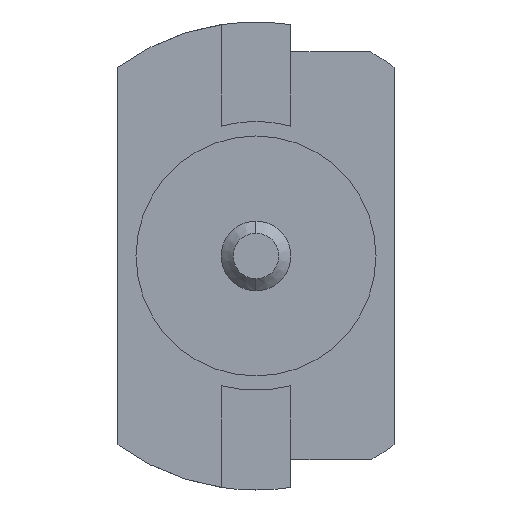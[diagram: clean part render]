
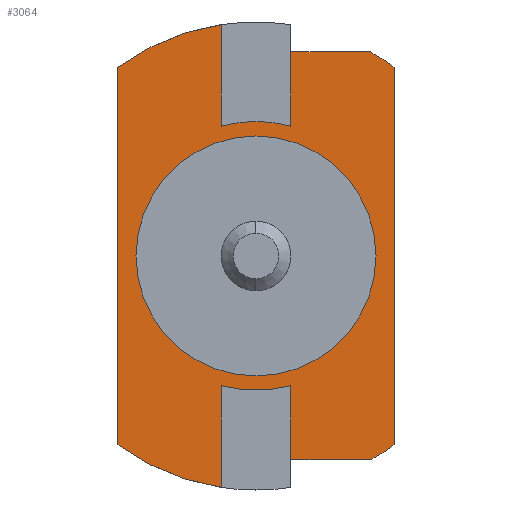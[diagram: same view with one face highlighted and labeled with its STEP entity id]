
A CAD part, left-side view. The second image highlights one B-rep face of the part: STEP entity #3064.
In plain terms, the highlighted planar face has unit normal (-1, 0, 0).
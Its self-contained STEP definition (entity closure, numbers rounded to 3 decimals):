
#17 = DIRECTION ( 'NONE',  ( -1., 0., 0. ) ) ;
#61 = AXIS2_PLACEMENT_3D ( 'NONE', #2103, #1137, #3068 ) ;
#102 = VECTOR ( 'NONE', #1063, 1000. ) ;
#107 = DIRECTION ( 'NONE',  ( 0., 0., 1. ) ) ;
#111 = AXIS2_PLACEMENT_3D ( 'NONE', #2946, #17, #1469 ) ;
#201 = DIRECTION ( 'NONE',  ( 0., 0., 1. ) ) ;
#220 = ORIENTED_EDGE ( 'NONE', *, *, #1716, .T. ) ;
#227 = VECTOR ( 'NONE', #952, 1000. ) ;
#252 = VERTEX_POINT ( 'NONE', #1173 ) ;
#258 = DIRECTION ( 'NONE',  ( 1., 0., 0. ) ) ;
#269 = DIRECTION ( 'NONE',  ( 1., 0., 0. ) ) ;
#272 = FACE_BOUND ( 'NONE', #3037, .T. ) ;
#302 = ORIENTED_EDGE ( 'NONE', *, *, #1771, .T. ) ;
#333 = CARTESIAN_POINT ( 'NONE',  ( 3., -0.86, -0.228 ) ) ;
#351 = VERTEX_POINT ( 'NONE', #1287 ) ;
#357 = EDGE_CURVE ( 'NONE', #1083, #1130, #745, .T. ) ;
#360 = DIRECTION ( 'NONE',  ( 0., 0., 1. ) ) ;
#404 = CIRCLE ( 'NONE', #2650, 1.95 ) ;
#408 = DIRECTION ( 'NONE',  ( -1., 0., 0. ) ) ;
#414 = CIRCLE ( 'NONE', #1968, 1.95 ) ;
#427 = LINE ( 'NONE', #333, #2408 ) ;
#439 = VERTEX_POINT ( 'NONE', #576 ) ;
#448 = DIRECTION ( 'NONE',  ( -1., 0., 0. ) ) ;
#461 = EDGE_CURVE ( 'NONE', #1628, #351, #1475, .T. ) ;
#466 = EDGE_CURVE ( 'NONE', #526, #1083, #2673, .T. ) ;
#467 = VERTEX_POINT ( 'NONE', #3047 ) ;
#487 = CIRCLE ( 'NONE', #733, 1.12 ) ;
#518 = DIRECTION ( 'NONE',  ( 0., 0., -1. ) ) ;
#526 = VERTEX_POINT ( 'NONE', #639 ) ;
#551 = VECTOR ( 'NONE', #2258, 1000. ) ;
#576 = CARTESIAN_POINT ( 'NONE',  ( 3., 0.29, -0.808 ) ) ;
#579 = ORIENTED_EDGE ( 'NONE', *, *, #1121, .T. ) ;
#592 = CIRCLE ( 'NONE', #1687, 1.95 ) ;
#639 = CARTESIAN_POINT ( 'NONE',  ( 3., 0.58, -3.01 ) ) ;
#649 = EDGE_CURVE ( 'NONE', #1669, #1801, #404, .T. ) ;
#664 = CARTESIAN_POINT ( 'NONE',  ( 3., 0.29, -1.928 ) ) ;
#674 = DIRECTION ( 'NONE',  ( 0., 0., -1. ) ) ;
#697 = DIRECTION ( 'NONE',  ( 0., 0., 1. ) ) ;
#733 = AXIS2_PLACEMENT_3D ( 'NONE', #664, #408, #201 ) ;
#744 = VECTOR ( 'NONE', #3136, 1000. ) ;
#745 = LINE ( 'NONE', #2916, #988 ) ;
#747 = CARTESIAN_POINT ( 'NONE',  ( 3., 0.29, -2.928 ) ) ;
#772 = ORIENTED_EDGE ( 'NONE', *, *, #1740, .F. ) ;
#786 = DIRECTION ( 'NONE',  ( 1., 0., 0. ) ) ;
#791 = CARTESIAN_POINT ( 'NONE',  ( 3., 1.44, -0.354 ) ) ;
#855 = VERTEX_POINT ( 'NONE', #791 ) ;
#910 = EDGE_CURVE ( 'NONE', #2255, #252, #427, .T. ) ;
#952 = DIRECTION ( 'NONE',  ( 0., 0., 1. ) ) ;
#988 = VECTOR ( 'NONE', #518, 1000. ) ;
#1002 = EDGE_CURVE ( 'NONE', #2411, #2688, #2144, .T. ) ;
#1021 = CARTESIAN_POINT ( 'NONE',  ( 3., 0., -0.228 ) ) ;
#1045 = ORIENTED_EDGE ( 'NONE', *, *, #1113, .T. ) ;
#1063 = DIRECTION ( 'NONE',  ( 0., 0., -1. ) ) ;
#1083 = VERTEX_POINT ( 'NONE', #2352 ) ;
#1101 = CARTESIAN_POINT ( 'NONE',  ( 3., 0.29, -0.928 ) ) ;
#1112 = ORIENTED_EDGE ( 'NONE', *, *, #357, .T. ) ;
#1113 = EDGE_CURVE ( 'NONE', #439, #2896, #487, .T. ) ;
#1121 = EDGE_CURVE ( 'NONE', #2688, #2411, #2682, .T. ) ;
#1130 = VERTEX_POINT ( 'NONE', #2105 ) ;
#1137 = DIRECTION ( 'NONE',  ( -1., 0., 0. ) ) ;
#1172 = DIRECTION ( 'NONE',  ( 1., 0., 0. ) ) ;
#1173 = CARTESIAN_POINT ( 'NONE',  ( 3., -0.665, -0.228 ) ) ;
#1174 = CIRCLE ( 'NONE', #1646, 1.95 ) ;
#1186 = CARTESIAN_POINT ( 'NONE',  ( 3., -0.86, -3.503 ) ) ;
#1257 = CARTESIAN_POINT ( 'NONE',  ( 3., 0.58, -0.788 ) ) ;
#1266 = DIRECTION ( 'NONE',  ( 0., 0., -1. ) ) ;
#1287 = CARTESIAN_POINT ( 'NONE',  ( 3., -0.86, -0.354 ) ) ;
#1320 = LINE ( 'NONE', #1257, #551 ) ;
#1359 = ORIENTED_EDGE ( 'NONE', *, *, #910, .F. ) ;
#1375 = DIRECTION ( 'NONE',  ( 0., 0., 1. ) ) ;
#1469 = DIRECTION ( 'NONE',  ( 0., 0., 1. ) ) ;
#1475 = LINE ( 'NONE', #1827, #2429 ) ;
#1478 = LINE ( 'NONE', #3117, #744 ) ;
#1522 = CIRCLE ( 'NONE', #111, 1.12 ) ;
#1553 = CARTESIAN_POINT ( 'NONE',  ( 3., 0.58, -0.847 ) ) ;
#1628 = VERTEX_POINT ( 'NONE', #1186 ) ;
#1638 = LINE ( 'NONE', #2725, #1822 ) ;
#1639 = EDGE_CURVE ( 'NONE', #2896, #2812, #2133, .T. ) ;
#1646 = AXIS2_PLACEMENT_3D ( 'NONE', #1725, #2716, #1266 ) ;
#1660 = EDGE_CURVE ( 'NONE', #1628, #467, #1174, .T. ) ;
#1669 = VERTEX_POINT ( 'NONE', #2216 ) ;
#1686 = PLANE ( 'NONE',  #2224 ) ;
#1687 = AXIS2_PLACEMENT_3D ( 'NONE', #2249, #786, #2746 ) ;
#1697 = EDGE_CURVE ( 'NONE', #252, #351, #414, .T. ) ;
#1709 = ORIENTED_EDGE ( 'NONE', *, *, #461, .T. ) ;
#1716 = EDGE_CURVE ( 'NONE', #2255, #1762, #1638, .T. ) ;
#1725 = CARTESIAN_POINT ( 'NONE',  ( 3., 0.29, -1.928 ) ) ;
#1735 = ORIENTED_EDGE ( 'NONE', *, *, #466, .T. ) ;
#1737 = CARTESIAN_POINT ( 'NONE',  ( 3., 0.29, -1.928 ) ) ;
#1740 = EDGE_CURVE ( 'NONE', #855, #2812, #592, .T. ) ;
#1762 = VERTEX_POINT ( 'NONE', #2977 ) ;
#1771 = EDGE_CURVE ( 'NONE', #1669, #526, #1320, .T. ) ;
#1797 = EDGE_CURVE ( 'NONE', #855, #1801, #2316, .T. ) ;
#1801 = VERTEX_POINT ( 'NONE', #2995 ) ;
#1822 = VECTOR ( 'NONE', #2225, 1000. ) ;
#1827 = CARTESIAN_POINT ( 'NONE',  ( 3., -0.86, -0.788 ) ) ;
#1863 = ORIENTED_EDGE ( 'NONE', *, *, #1660, .F. ) ;
#1891 = ORIENTED_EDGE ( 'NONE', *, *, #649, .F. ) ;
#1921 = CARTESIAN_POINT ( 'NONE',  ( 3., 0.58, -0.788 ) ) ;
#1941 = EDGE_CURVE ( 'NONE', #467, #1130, #1478, .T. ) ;
#1968 = AXIS2_PLACEMENT_3D ( 'NONE', #1737, #269, #1974 ) ;
#1974 = DIRECTION ( 'NONE',  ( 0., 0., -1. ) ) ;
#2061 = DIRECTION ( 'NONE',  ( 0., -1., 0. ) ) ;
#2103 = CARTESIAN_POINT ( 'NONE',  ( 3., 0.29, -1.928 ) ) ;
#2105 = CARTESIAN_POINT ( 'NONE',  ( 3., 0., -3.628 ) ) ;
#2124 = CARTESIAN_POINT ( 'NONE',  ( 3., 0.29, -1.928 ) ) ;
#2133 = LINE ( 'NONE', #1921, #227 ) ;
#2144 = CIRCLE ( 'NONE', #3056, 1. ) ;
#2216 = CARTESIAN_POINT ( 'NONE',  ( 3., 0.58, -3.857 ) ) ;
#2224 = AXIS2_PLACEMENT_3D ( 'NONE', #2407, #448, #697 ) ;
#2225 = DIRECTION ( 'NONE',  ( 0., 0., -1. ) ) ;
#2249 = CARTESIAN_POINT ( 'NONE',  ( 3., 0.29, -1.928 ) ) ;
#2255 = VERTEX_POINT ( 'NONE', #1021 ) ;
#2258 = DIRECTION ( 'NONE',  ( 0., 0., 1. ) ) ;
#2267 = ORIENTED_EDGE ( 'NONE', *, *, #1639, .T. ) ;
#2269 = CARTESIAN_POINT ( 'NONE',  ( 3., 1.44, -0.292 ) ) ;
#2316 = LINE ( 'NONE', #2269, #102 ) ;
#2352 = CARTESIAN_POINT ( 'NONE',  ( 3., 0., -3.01 ) ) ;
#2400 = CARTESIAN_POINT ( 'NONE',  ( 3., 0.29, -1.928 ) ) ;
#2407 = CARTESIAN_POINT ( 'NONE',  ( 3., -0.423, -0.788 ) ) ;
#2408 = VECTOR ( 'NONE', #2061, 1000. ) ;
#2411 = VERTEX_POINT ( 'NONE', #1101 ) ;
#2429 = VECTOR ( 'NONE', #360, 1000. ) ;
#2492 = ORIENTED_EDGE ( 'NONE', *, *, #1941, .F. ) ;
#2608 = EDGE_CURVE ( 'NONE', #1762, #439, #1522, .T. ) ;
#2650 = AXIS2_PLACEMENT_3D ( 'NONE', #2906, #2657, #674 ) ;
#2657 = DIRECTION ( 'NONE',  ( 1., 0., 0. ) ) ;
#2664 = ORIENTED_EDGE ( 'NONE', *, *, #1797, .T. ) ;
#2673 = CIRCLE ( 'NONE', #61, 1.12 ) ;
#2682 = CIRCLE ( 'NONE', #2880, 1. ) ;
#2688 = VERTEX_POINT ( 'NONE', #747 ) ;
#2716 = DIRECTION ( 'NONE',  ( 1., 0., 0. ) ) ;
#2721 = ORIENTED_EDGE ( 'NONE', *, *, #2608, .T. ) ;
#2725 = CARTESIAN_POINT ( 'NONE',  ( 3., 0., -0.788 ) ) ;
#2729 = ORIENTED_EDGE ( 'NONE', *, *, #1697, .F. ) ;
#2730 = CARTESIAN_POINT ( 'NONE',  ( 3., 0.58, 0. ) ) ;
#2746 = DIRECTION ( 'NONE',  ( 0., 0., -1. ) ) ;
#2812 = VERTEX_POINT ( 'NONE', #2730 ) ;
#2880 = AXIS2_PLACEMENT_3D ( 'NONE', #2124, #1172, #1375 ) ;
#2886 = FACE_OUTER_BOUND ( 'NONE', #3006, .T. ) ;
#2896 = VERTEX_POINT ( 'NONE', #1553 ) ;
#2903 = ORIENTED_EDGE ( 'NONE', *, *, #1002, .T. ) ;
#2906 = CARTESIAN_POINT ( 'NONE',  ( 3., 0.29, -1.928 ) ) ;
#2916 = CARTESIAN_POINT ( 'NONE',  ( 3., 0., -0.788 ) ) ;
#2946 = CARTESIAN_POINT ( 'NONE',  ( 3., 0.29, -1.928 ) ) ;
#2977 = CARTESIAN_POINT ( 'NONE',  ( 3., 0., -0.847 ) ) ;
#2995 = CARTESIAN_POINT ( 'NONE',  ( 3., 1.44, -3.503 ) ) ;
#3006 = EDGE_LOOP ( 'NONE', ( #220, #2721, #1045, #2267, #772, #2664, #1891, #302, #1735, #1112, #2492, #1863, #1709, #2729, #1359 ) ) ;
#3037 = EDGE_LOOP ( 'NONE', ( #2903, #579 ) ) ;
#3047 = CARTESIAN_POINT ( 'NONE',  ( 3., -0.665, -3.628 ) ) ;
#3056 = AXIS2_PLACEMENT_3D ( 'NONE', #2400, #258, #107 ) ;
#3064 = ADVANCED_FACE ( 'NONE', ( #2886, #272 ), #1686, .T. ) ;
#3068 = DIRECTION ( 'NONE',  ( 0., 0., 1. ) ) ;
#3117 = CARTESIAN_POINT ( 'NONE',  ( 3., -0.86, -3.628 ) ) ;
#3136 = DIRECTION ( 'NONE',  ( 0., 1., 0. ) ) ;
